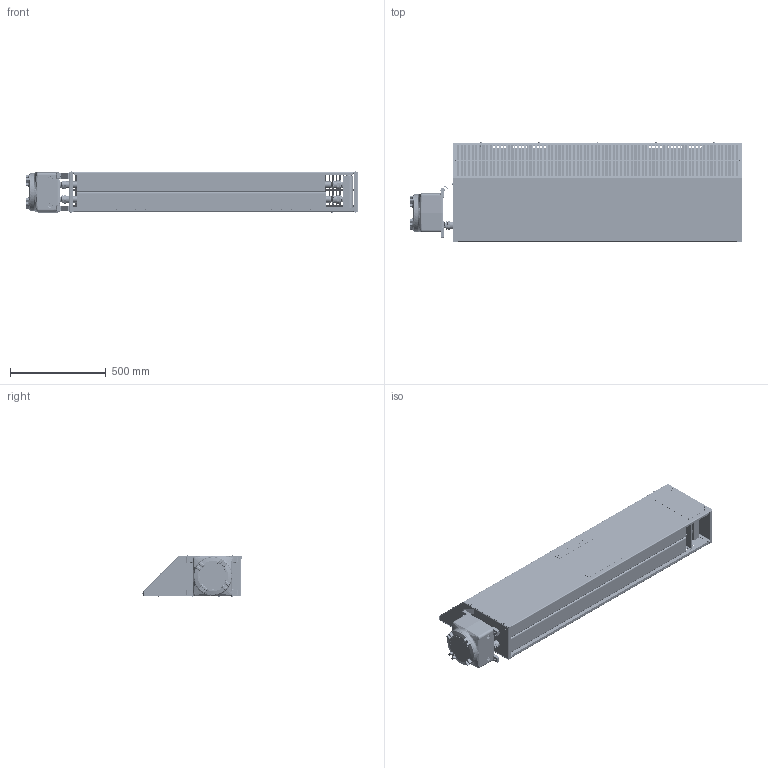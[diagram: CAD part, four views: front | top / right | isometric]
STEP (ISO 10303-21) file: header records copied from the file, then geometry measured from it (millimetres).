
FILE_DESCRIPTION (( 'STEP AP214' ), '1' );
FILE_NAME ('XEC-L CONTROL BOX 59.5.STEP', '2021-08-31T20:21:56', ( '' ), ( '' ), 'SwSTEP 2.0', 'SolidWorks 2020', '' );
FILE_SCHEMA (( 'AUTOMOTIVE_DESIGN' ));
Length unit declared in the file: inch
Products named in the file (1): XEC-L CONTROL BOX 59.5
Bounding box: 1735.64 x 519.46 x 215.29 mm (x, y, z)
Volume: 40845679.1 mm3; surface area: 6177449 mm2
Topology: 73 solids, 73 shells, 9535 faces, 24538 edges, 15355 vertices
Faces by surface type: cylinder 3395, plane 2310, cone 1500, bspline 1427, torus 831, sphere 72
Entity records: 555903 total; most frequent: CARTESIAN_POINT 220374, ORIENTED_EDGE 48920, DIRECTION 39154, EDGE_CURVE 24460, VERTEX_POINT 15349, AXIS2_PLACEMENT_3D 14145, VECTOR 10864, LINE 10864
